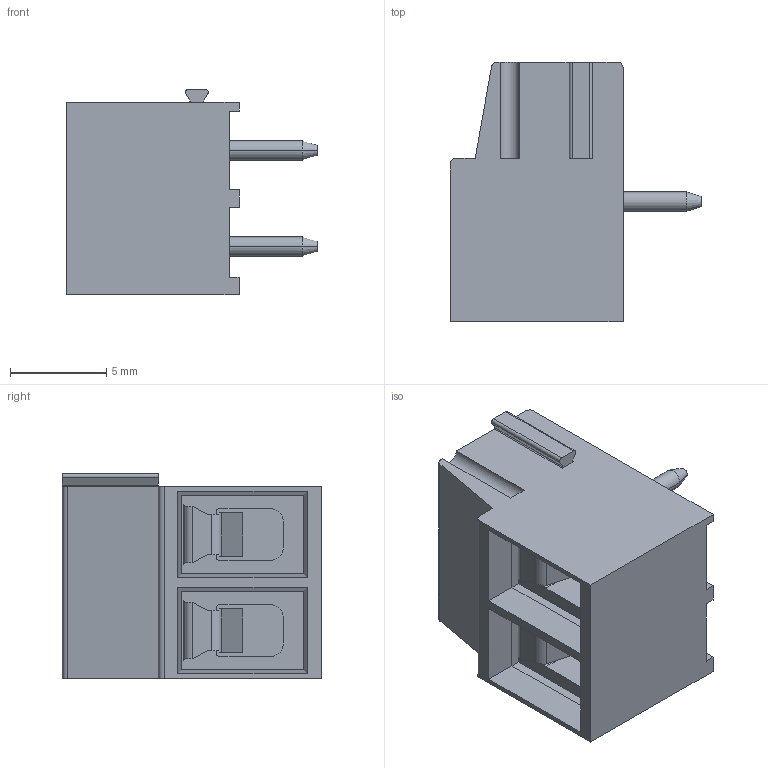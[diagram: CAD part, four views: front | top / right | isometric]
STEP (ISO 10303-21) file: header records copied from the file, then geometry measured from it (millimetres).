
FILE_DESCRIPTION((''),'2;1');
FILE_NAME('PRT0051','2024-11-08T',('yanfa'),(''),'PRO/ENGINEER BY PARAMETRIC TECHNOLOGY CORPORATION, 2009280','PRO/ENGINEER BY PARAMETRIC TECHNOLOGY CORPORATION, 2009280','');
FILE_SCHEMA(('AUTOMOTIVE_DESIGN_CC2 { 1 2 10303 214 -1 1 5 2 }'));
Length unit declared in the file: millimetre
Products named in the file (1): PRT0051
Bounding box: 13.1 x 13.5 x 10.68 mm (x, y, z)
Volume: 843.5 mm3; surface area: 1085.1 mm2
Topology: 1 solids, 1 shells, 180 faces, 479 edges, 310 vertices
Faces by surface type: plane 103, cylinder 61, cone 12, torus 4
Entity records: 5719 total; most frequent: CARTESIAN_POINT 1076, DIRECTION 961, ORIENTED_EDGE 958, EDGE_CURVE 479, VECTOR 325, LINE 325, AXIS2_PLACEMENT_3D 318, VERTEX_POINT 310
